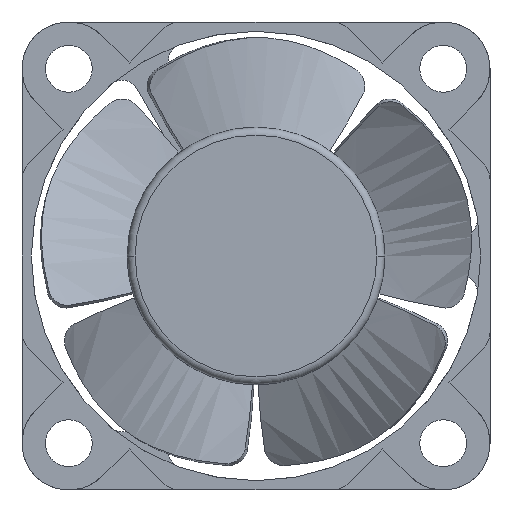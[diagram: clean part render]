
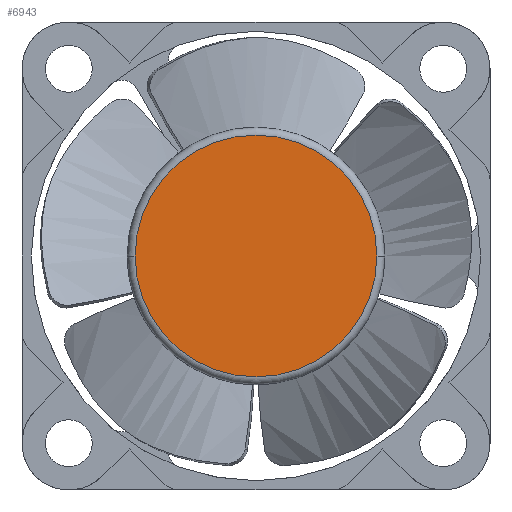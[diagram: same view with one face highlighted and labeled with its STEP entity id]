
A CAD part, front view. The second image highlights one B-rep face of the part: STEP entity #6943.
In plain terms, the highlighted planar face has unit normal (0, -1, 0).
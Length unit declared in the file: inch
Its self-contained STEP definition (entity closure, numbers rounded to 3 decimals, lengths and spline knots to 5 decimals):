
#179 = EDGE_LOOP ( 'NONE', ( #778, #258 ) ) ;
#258 = ORIENTED_EDGE ( 'NONE', *, *, #3526, .T. ) ;
#417 = DIRECTION ( 'NONE',  ( 1., 0., 0. ) ) ;
#574 = DIRECTION ( 'NONE',  ( 1., 0., 0. ) ) ;
#778 = ORIENTED_EDGE ( 'NONE', *, *, #1950, .T. ) ;
#827 = CARTESIAN_POINT ( 'NONE',  ( 4.98817, 4.17321, 3.98043 ) ) ;
#937 = VERTEX_POINT ( 'NONE', #6789 ) ;
#1878 = CIRCLE ( 'NONE', #6885, 0.30512 ) ;
#1950 = EDGE_CURVE ( 'NONE', #937, #5105, #4070, .T. ) ;
#2233 = CARTESIAN_POINT ( 'NONE',  ( 4.98817, 4.17321, 3.98043 ) ) ;
#2783 = CARTESIAN_POINT ( 'NONE',  ( 4.98817, 4.17321, 3.98043 ) ) ;
#2916 = FACE_OUTER_BOUND ( 'NONE', #179, .T. ) ;
#3526 = EDGE_CURVE ( 'NONE', #5105, #937, #1878, .T. ) ;
#4070 = CIRCLE ( 'NONE', #4965, 0.30512 ) ;
#4133 = CARTESIAN_POINT ( 'NONE',  ( 4.68305, 4.17321, 3.98043 ) ) ;
#4418 = DIRECTION ( 'NONE',  ( 0., -1., 0. ) ) ;
#4558 = DIRECTION ( 'NONE',  ( 0., -1., 0. ) ) ;
#4965 = AXIS2_PLACEMENT_3D ( 'NONE', #827, #4558, #417 ) ;
#5080 = PLANE ( 'NONE',  #5410 ) ;
#5105 = VERTEX_POINT ( 'NONE', #4133 ) ;
#5410 = AXIS2_PLACEMENT_3D ( 'NONE', #2233, #4418, #6586 ) ;
#5480 = DIRECTION ( 'NONE',  ( 0., -1., 0. ) ) ;
#6586 = DIRECTION ( 'NONE',  ( 1., 0., 0. ) ) ;
#6789 = CARTESIAN_POINT ( 'NONE',  ( 5.29329, 4.17321, 3.98043 ) ) ;
#6885 = AXIS2_PLACEMENT_3D ( 'NONE', #2783, #5480, #574 ) ;
#6943 = ADVANCED_FACE ( 'NONE', ( #2916 ), #5080, .T. ) ;
